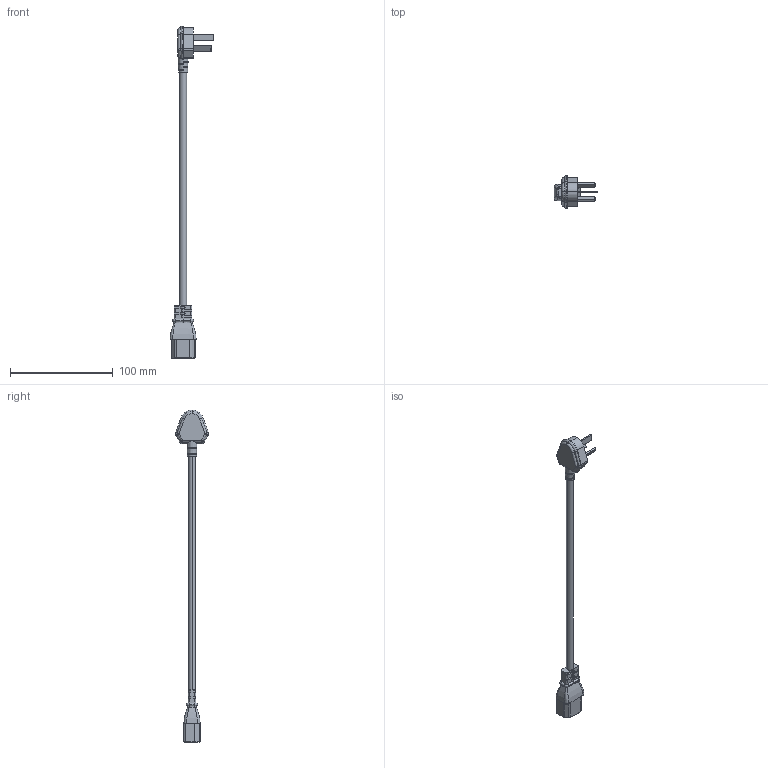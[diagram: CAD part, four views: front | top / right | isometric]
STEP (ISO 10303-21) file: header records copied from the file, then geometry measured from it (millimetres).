
FILE_DESCRIPTION (( 'STEP AP203' ), '1' );
FILE_NAME ('CPCIDC13-10A-2M_3D.STEP', '2022-04-22T23:01:37', ( '' ), ( '' ), 'SwSTEP 2.0', 'SolidWorks 2021', '' );
FILE_SCHEMA (( 'CONFIG_CONTROL_DESIGN' ));
Length unit declared in the file: inch
Products named in the file (4): H05VV-F 3G Cord (for 44-423-02M); SF-34 TYPE I 3-BLADE RT-ANG PWR PLUG; CPCIDC13-10A-2M_3D; SF-82 IEC 320 C13 FEM PWR PLUG
Assembly tree (3 placements, depth 2):
  CPCIDC13-10A-2M_3D
    SF-34 TYPE I 3-BLADE RT-ANG PWR PLUG
    H05VV-F 3G Cord (for 44-423-02M)
    SF-82 IEC 320 C13 FEM PWR PLUG
Bounding box: 42.7 x 32.19 x 323.5 mm (x, y, z)
Volume: 32687.7 mm3; surface area: 16025.2 mm2
Topology: 6 solids, 6 shells, 327 faces, 834 edges, 507 vertices
Faces by surface type: plane 145, cylinder 105, bspline 41, torus 26, cone 6, sphere 4
Entity records: 11621 total; most frequent: CARTESIAN_POINT 3494, ORIENTED_EDGE 1656, DIRECTION 1571, EDGE_CURVE 828, AXIS2_PLACEMENT_3D 559, VERTEX_POINT 505, LINE 453, VECTOR 453
